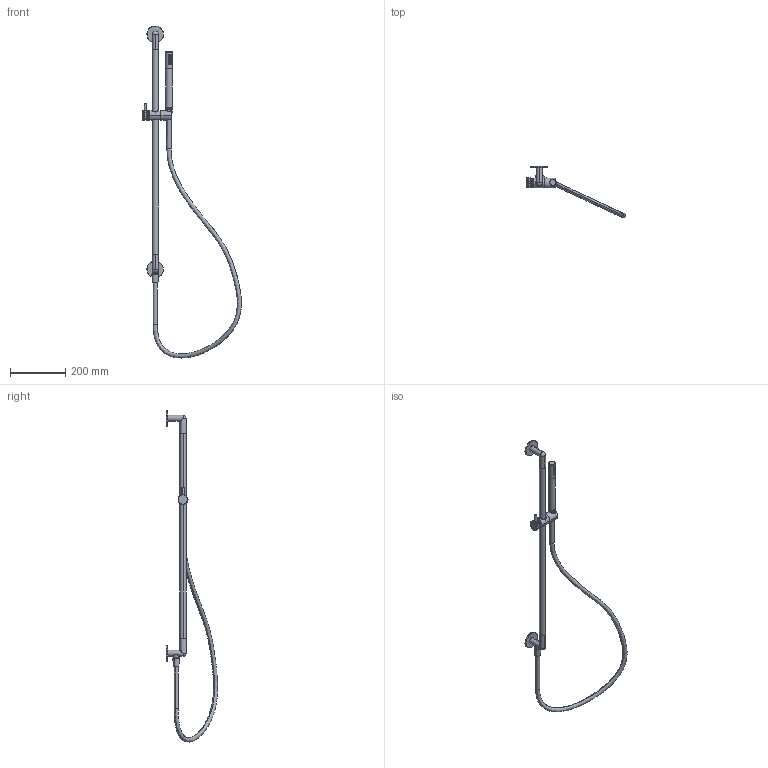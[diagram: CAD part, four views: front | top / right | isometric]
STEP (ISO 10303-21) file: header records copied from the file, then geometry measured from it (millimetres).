
FILE_DESCRIPTION((''),'2;1');
FILE_NAME('64129510-01_ASM','2023-07-24T09:31:43',('dell'),(''),'CREO PARAMETRIC BY PTC INC, 2019224','CREO PARAMETRIC BY PTC INC, 2019224','');
FILE_SCHEMA(('CONFIG_CONTROL_DESIGN'));
Length unit declared in the file: millimetre
Products named in the file (10): 649510-02_1_1; 649510-02_1_2; 649510-02_1_3; 649510-02_1_ASM; EVO-9510_1; EVO-9510-01_1; 649510-HOSE_2; ROUND-HANDLESHOWER_1; 649510_ASM_1_ASM; 64129510-01_ASM
Assembly tree (9 placements, depth 4):
  64129510-01_ASM
    649510_ASM_1_ASM
      649510-02_1_ASM
        649510-02_1_1
        649510-02_1_2
        649510-02_1_3
      EVO-9510_1
      EVO-9510-01_1
      649510-HOSE_2
      ROUND-HANDLESHOWER_1
Bounding box: 357.5 x 185.01 x 1200.54 mm (x, y, z)
Volume: 839269.6 mm3; surface area: 193469.2 mm2
Topology: 7 solids, 7 shells, 774 faces, 2353 edges, 1580 vertices
Faces by surface type: cylinder 356, plane 342, torus 42, bspline 19, cone 9, sphere 6
Entity records: 34266 total; most frequent: CARTESIAN_POINT 13016, ORIENTED_EDGE 4698, DIRECTION 4271, EDGE_CURVE 2349, AXIS2_PLACEMENT_3D 1667, VERTEX_POINT 1580, VECTOR 937, LINE 937
